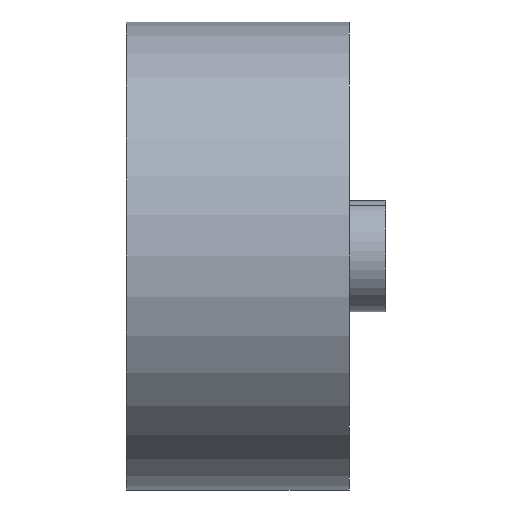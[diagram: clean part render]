
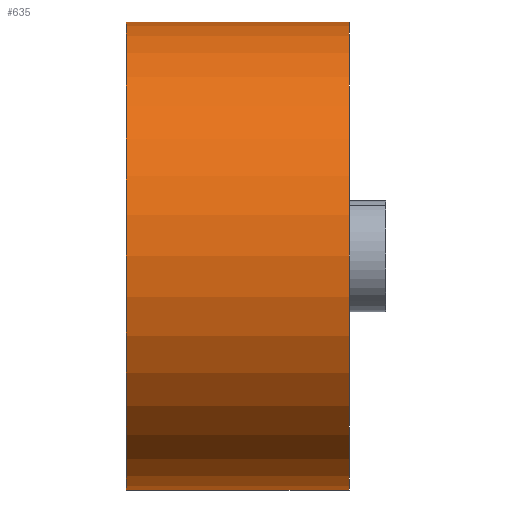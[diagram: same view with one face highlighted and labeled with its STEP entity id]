
A CAD part, front view. The second image highlights one B-rep face of the part: STEP entity #635.
In plain terms, the highlighted cylindrical face has radius 80.01 mm (diameter 160.02 mm), a partial arc.
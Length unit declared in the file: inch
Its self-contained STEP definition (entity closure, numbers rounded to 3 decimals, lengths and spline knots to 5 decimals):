
#11 = VERTEX_POINT ( 'NONE', #819 ) ;
#29 = ORIENTED_EDGE ( 'NONE', *, *, #97, .T. ) ;
#37 = VERTEX_POINT ( 'NONE', #94 ) ;
#54 = FACE_OUTER_BOUND ( 'NONE', #725, .T. ) ;
#65 = EDGE_CURVE ( 'NONE', #11, #37, #730, .T. ) ;
#94 = CARTESIAN_POINT ( 'NONE',  ( -4.9745, 0., -3.15 ) ) ;
#97 = EDGE_CURVE ( 'NONE', #11, #711, #205, .T. ) ;
#165 = DIRECTION ( 'NONE',  ( 0., 0., 1. ) ) ;
#174 = LINE ( 'NONE', #307, #328 ) ;
#204 = CYLINDRICAL_SURFACE ( 'NONE', #642, 3.15 ) ;
#205 = CIRCLE ( 'NONE', #271, 3.15 ) ;
#234 = CIRCLE ( 'NONE', #527, 3.15 ) ;
#248 = DIRECTION ( 'NONE',  ( -1., 0., 0. ) ) ;
#271 = AXIS2_PLACEMENT_3D ( 'NONE', #390, #416, #466 ) ;
#293 = CARTESIAN_POINT ( 'NONE',  ( -4.9745, 0., 0. ) ) ;
#299 = ORIENTED_EDGE ( 'NONE', *, *, #65, .F. ) ;
#307 = CARTESIAN_POINT ( 'NONE',  ( -7.22905, 0., 3.15 ) ) ;
#315 = CARTESIAN_POINT ( 'NONE',  ( -7.22905, 0., -3.15 ) ) ;
#322 = DIRECTION ( 'NONE',  ( -1., 0., 0. ) ) ;
#328 = VECTOR ( 'NONE', #588, 39.37008 ) ;
#355 = VERTEX_POINT ( 'NONE', #497 ) ;
#390 = CARTESIAN_POINT ( 'NONE',  ( -1.9745, 0., 0. ) ) ;
#409 = EDGE_CURVE ( 'NONE', #37, #355, #234, .T. ) ;
#416 = DIRECTION ( 'NONE',  ( -1., 0., 0. ) ) ;
#447 = CARTESIAN_POINT ( 'NONE',  ( -1.9745, 0., 3.15 ) ) ;
#466 = DIRECTION ( 'NONE',  ( 0., 0., 1. ) ) ;
#470 = EDGE_CURVE ( 'NONE', #711, #355, #174, .T. ) ;
#497 = CARTESIAN_POINT ( 'NONE',  ( -4.9745, 0., 3.15 ) ) ;
#527 = AXIS2_PLACEMENT_3D ( 'NONE', #293, #248, #165 ) ;
#559 = VECTOR ( 'NONE', #322, 39.37008 ) ;
#588 = DIRECTION ( 'NONE',  ( -1., 0., 0. ) ) ;
#635 = ADVANCED_FACE ( 'NONE', ( #54 ), #204, .T. ) ;
#642 = AXIS2_PLACEMENT_3D ( 'NONE', #775, #772, #830 ) ;
#711 = VERTEX_POINT ( 'NONE', #447 ) ;
#714 = ORIENTED_EDGE ( 'NONE', *, *, #470, .T. ) ;
#725 = EDGE_LOOP ( 'NONE', ( #299, #29, #714, #748 ) ) ;
#730 = LINE ( 'NONE', #315, #559 ) ;
#748 = ORIENTED_EDGE ( 'NONE', *, *, #409, .F. ) ;
#772 = DIRECTION ( 'NONE',  ( -1., 0., 0. ) ) ;
#775 = CARTESIAN_POINT ( 'NONE',  ( -7.22905, 0., 0. ) ) ;
#819 = CARTESIAN_POINT ( 'NONE',  ( -1.9745, 0., -3.15 ) ) ;
#830 = DIRECTION ( 'NONE',  ( 0., 0., 1. ) ) ;
